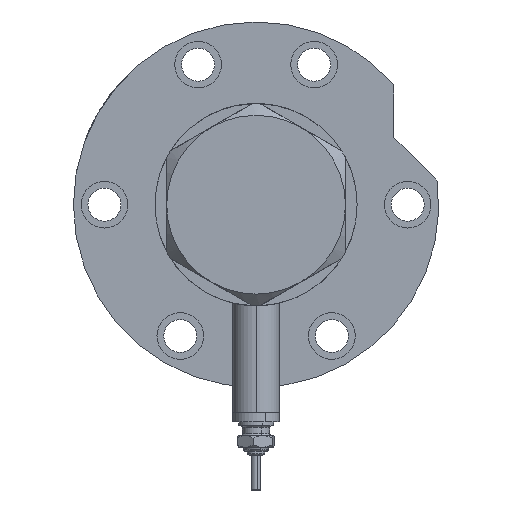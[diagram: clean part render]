
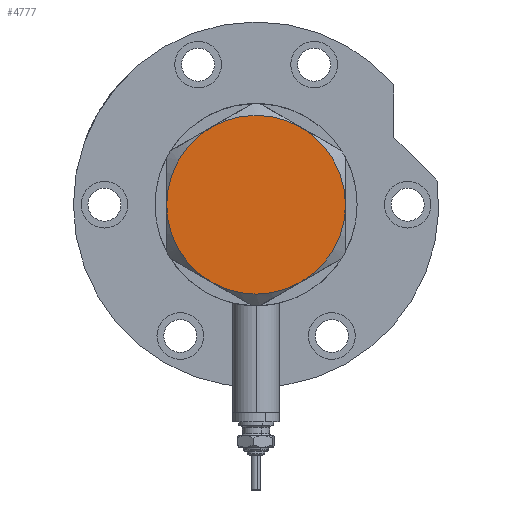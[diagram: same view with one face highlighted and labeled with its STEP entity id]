
A CAD part, left-side view. The second image highlights one B-rep face of the part: STEP entity #4777.
In plain terms, the highlighted face is planar.
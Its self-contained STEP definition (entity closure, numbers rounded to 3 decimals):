
#334 = EDGE_CURVE ( 'NONE', #3575, #6672, #7441, .T. ) ;
#505 = CARTESIAN_POINT ( 'NONE',  ( 0., 0., 9. ) ) ;
#625 = CARTESIAN_POINT ( 'NONE',  ( 0., 0., 9. ) ) ;
#967 = DIRECTION ( 'NONE',  ( 1., 0., 0. ) ) ;
#1011 = AXIS2_PLACEMENT_3D ( 'NONE', #2241, #5348, #967 ) ;
#1261 = DIRECTION ( 'NONE',  ( 1., 0., 0. ) ) ;
#1366 = CARTESIAN_POINT ( 'NONE',  ( -11.5, -19.919, 9. ) ) ;
#1383 = ORIENTED_EDGE ( 'NONE', *, *, #334, .T. ) ;
#1434 = DIRECTION ( 'NONE',  ( 0., 0., 1. ) ) ;
#1607 = PLANE ( 'NONE',  #1011 ) ;
#1628 = DIRECTION ( 'NONE',  ( 1., 0., 0. ) ) ;
#1947 = DIRECTION ( 'NONE',  ( 0., 0., 1. ) ) ;
#2077 = CARTESIAN_POINT ( 'NONE',  ( 0., 0., 9. ) ) ;
#2241 = CARTESIAN_POINT ( 'NONE',  ( 0., 0., 9. ) ) ;
#2410 = AXIS2_PLACEMENT_3D ( 'NONE', #3325, #1434, #7177 ) ;
#2635 = CARTESIAN_POINT ( 'NONE',  ( 23., 0., 9. ) ) ;
#2690 = AXIS2_PLACEMENT_3D ( 'NONE', #2077, #6550, #1628 ) ;
#2837 = EDGE_LOOP ( 'NONE', ( #5082, #5512, #7509, #6761, #5102, #1383 ) ) ;
#2862 = EDGE_CURVE ( 'NONE', #7602, #3575, #7090, .T. ) ;
#2988 = EDGE_CURVE ( 'NONE', #7197, #5985, #3494, .T. ) ;
#3325 = CARTESIAN_POINT ( 'NONE',  ( 0., 0., 9. ) ) ;
#3494 = CIRCLE ( 'NONE', #3878, 23. ) ;
#3563 = DIRECTION ( 'NONE',  ( 0., 0., 1. ) ) ;
#3575 = VERTEX_POINT ( 'NONE', #1366 ) ;
#3581 = CIRCLE ( 'NONE', #2410, 23. ) ;
#3638 = VERTEX_POINT ( 'NONE', #2635 ) ;
#3654 = CARTESIAN_POINT ( 'NONE',  ( 11.5, 19.919, 9. ) ) ;
#3878 = AXIS2_PLACEMENT_3D ( 'NONE', #505, #3563, #6071 ) ;
#4437 = EDGE_CURVE ( 'NONE', #5985, #7602, #3581, .T. ) ;
#4506 = CIRCLE ( 'NONE', #7722, 23. ) ;
#4636 = CIRCLE ( 'NONE', #2690, 23. ) ;
#4777 = ADVANCED_FACE ( 'NONE', ( #6494 ), #1607, .T. ) ;
#4927 = CARTESIAN_POINT ( 'NONE',  ( 0., 0., 9. ) ) ;
#5082 = ORIENTED_EDGE ( 'NONE', *, *, #7332, .T. ) ;
#5102 = ORIENTED_EDGE ( 'NONE', *, *, #2862, .T. ) ;
#5348 = DIRECTION ( 'NONE',  ( 0., 0., 1. ) ) ;
#5512 = ORIENTED_EDGE ( 'NONE', *, *, #7142, .T. ) ;
#5985 = VERTEX_POINT ( 'NONE', #6989 ) ;
#6071 = DIRECTION ( 'NONE',  ( 1., 0., 0. ) ) ;
#6184 = CARTESIAN_POINT ( 'NONE',  ( 0., 0., 9. ) ) ;
#6185 = DIRECTION ( 'NONE',  ( 0., 0., 1. ) ) ;
#6494 = FACE_OUTER_BOUND ( 'NONE', #2837, .T. ) ;
#6550 = DIRECTION ( 'NONE',  ( 0., 0., 1. ) ) ;
#6655 = CARTESIAN_POINT ( 'NONE',  ( -23., 0., 9. ) ) ;
#6672 = VERTEX_POINT ( 'NONE', #7413 ) ;
#6707 = DIRECTION ( 'NONE',  ( 1., 0., 0. ) ) ;
#6761 = ORIENTED_EDGE ( 'NONE', *, *, #4437, .T. ) ;
#6858 = DIRECTION ( 'NONE',  ( 0., 0., 1. ) ) ;
#6921 = AXIS2_PLACEMENT_3D ( 'NONE', #6184, #6858, #1261 ) ;
#6955 = AXIS2_PLACEMENT_3D ( 'NONE', #625, #6185, #6707 ) ;
#6989 = CARTESIAN_POINT ( 'NONE',  ( -11.5, 19.919, 9. ) ) ;
#7090 = CIRCLE ( 'NONE', #6955, 23. ) ;
#7142 = EDGE_CURVE ( 'NONE', #3638, #7197, #4636, .T. ) ;
#7177 = DIRECTION ( 'NONE',  ( 1., 0., 0. ) ) ;
#7197 = VERTEX_POINT ( 'NONE', #3654 ) ;
#7332 = EDGE_CURVE ( 'NONE', #6672, #3638, #4506, .T. ) ;
#7390 = DIRECTION ( 'NONE',  ( 1., 0., 0. ) ) ;
#7413 = CARTESIAN_POINT ( 'NONE',  ( 11.5, -19.919, 9. ) ) ;
#7441 = CIRCLE ( 'NONE', #6921, 23. ) ;
#7509 = ORIENTED_EDGE ( 'NONE', *, *, #2988, .T. ) ;
#7602 = VERTEX_POINT ( 'NONE', #6655 ) ;
#7722 = AXIS2_PLACEMENT_3D ( 'NONE', #4927, #1947, #7390 ) ;
